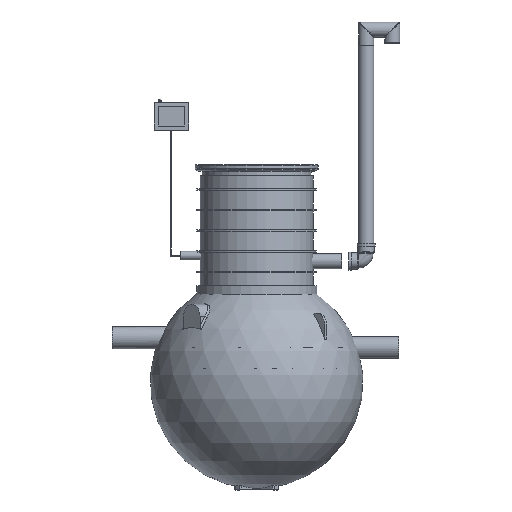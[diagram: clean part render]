
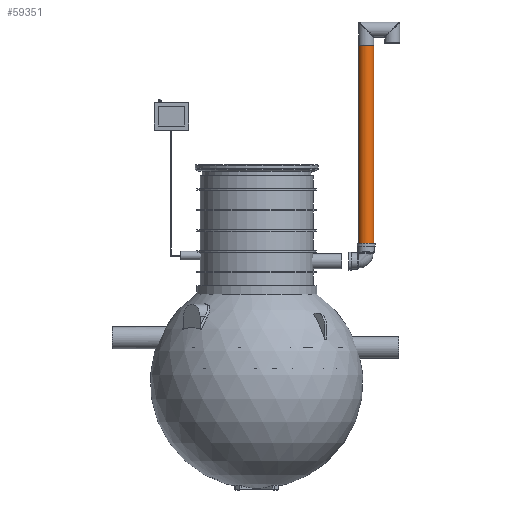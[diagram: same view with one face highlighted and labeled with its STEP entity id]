
A CAD part, front view. The second image highlights one B-rep face of the part: STEP entity #59351.
In plain terms, the highlighted cylindrical face has radius 55 mm (diameter 110 mm), a full revolution.
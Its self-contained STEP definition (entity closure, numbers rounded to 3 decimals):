
#826=CYLINDRICAL_SURFACE('',#64002,55.);
#1754=CIRCLE('',#64003,55.);
#1755=CIRCLE('',#64004,55.);
#17562=ORIENTED_EDGE('',*,*,#25599,.T.);
#17563=ORIENTED_EDGE('',*,*,#25600,.F.);
#25599=EDGE_CURVE('',#30862,#30862,#1754,.T.);
#25600=EDGE_CURVE('',#30863,#30863,#1755,.T.);
#30862=VERTEX_POINT('',#100683);
#30863=VERTEX_POINT('',#100685);
#48598=EDGE_LOOP('',(#17562));
#48599=EDGE_LOOP('',(#17563));
#52933=FACE_BOUND('',#48598,.T.);
#52934=FACE_BOUND('',#48599,.T.);
#59351=ADVANCED_FACE('',(#52933,#52934),#826,.T.);
#64002=AXIS2_PLACEMENT_3D('',#100681,#79256,#79257);
#64003=AXIS2_PLACEMENT_3D('',#100682,#79258,#79259);
#64004=AXIS2_PLACEMENT_3D('',#100684,#79260,#79261);
#79256=DIRECTION('',(-1.,0.,0.));
#79257=DIRECTION('',(0.,0.,1.));
#79258=DIRECTION('',(-1.,0.,0.));
#79259=DIRECTION('',(0.,1.,0.));
#79260=DIRECTION('',(-1.,0.,0.));
#79261=DIRECTION('',(0.,1.,0.));
#100681=CARTESIAN_POINT('',(1500.,0.,0.));
#100682=CARTESIAN_POINT('',(1500.,0.,0.));
#100683=CARTESIAN_POINT('',(1500.,55.,0.));
#100684=CARTESIAN_POINT('',(0.,0.,0.));
#100685=CARTESIAN_POINT('',(0.,55.,0.));
